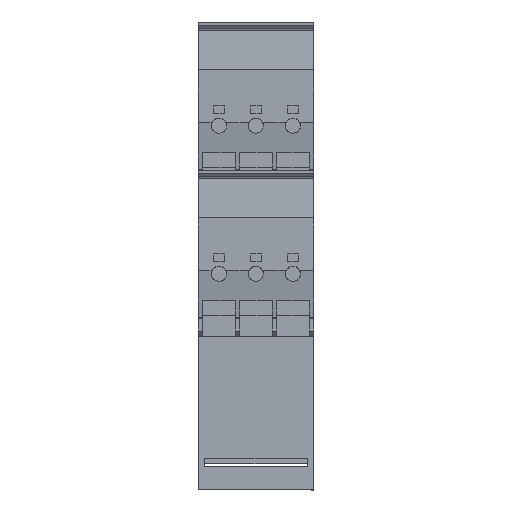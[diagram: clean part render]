
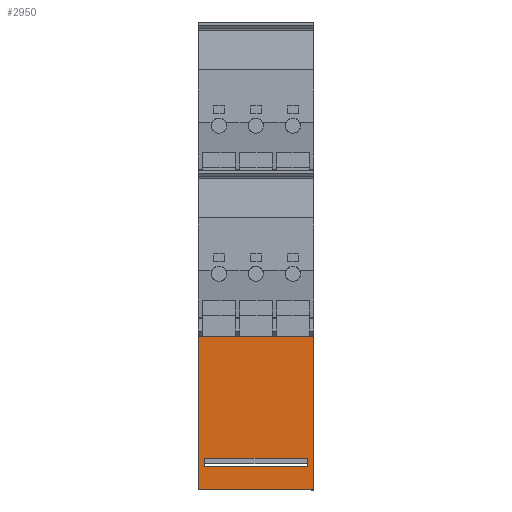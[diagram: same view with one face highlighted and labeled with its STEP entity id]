
A CAD part, front view. The second image highlights one B-rep face of the part: STEP entity #2950.
In plain terms, the highlighted planar face has unit normal (0, -1, 0).
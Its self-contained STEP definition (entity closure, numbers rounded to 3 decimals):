
#2950=ADVANCED_FACE('NONE',(#6316,#6317),#6318,.T.);
#6316=FACE_OUTER_BOUND('',#19922,.T.);
#6317=FACE_BOUND('',#19923,.T.);
#6318=PLANE('',#19924);
#19922=EDGE_LOOP('',(#29323,#29324,#29325,#29326));
#19923=EDGE_LOOP('',(#29327,#29328,#29329,#29330));
#19924=AXIS2_PLACEMENT_3D('',#29331,#29332,#29333);
#29323=ORIENTED_EDGE('',*,*,#35806,.T.);
#29324=ORIENTED_EDGE('',*,*,#36271,.F.);
#29325=ORIENTED_EDGE('',*,*,#36272,.F.);
#29326=ORIENTED_EDGE('',*,*,#36206,.T.);
#29327=ORIENTED_EDGE('',*,*,#36273,.F.);
#29328=ORIENTED_EDGE('',*,*,#36274,.F.);
#29329=ORIENTED_EDGE('',*,*,#36275,.F.);
#29330=ORIENTED_EDGE('',*,*,#36045,.F.);
#29331=CARTESIAN_POINT('',(0.,15.69,29.9));
#29332=DIRECTION('',(0.0,-1.0,0.0));
#29333=DIRECTION('',(0.0,0.0,1.0));
#35806=EDGE_CURVE('NONE',#41821,#41819,#41822,.T.);
#36045=EDGE_CURVE('NONE',#42223,#42225,#42226,.T.);
#36206=EDGE_CURVE('NONE',#42489,#41821,#42490,.T.);
#36271=EDGE_CURVE('NONE',#42608,#41819,#42609,.T.);
#36272=EDGE_CURVE('NONE',#42489,#42608,#42610,.T.);
#36273=EDGE_CURVE('NONE',#42611,#42223,#42612,.T.);
#36274=EDGE_CURVE('NONE',#42613,#42611,#42614,.T.);
#36275=EDGE_CURVE('NONE',#42225,#42613,#42615,.T.);
#41819=VERTEX_POINT('NONE',#55436);
#41821=VERTEX_POINT('NONE',#55439);
#41822=LINE('',#55440,#55441);
#42223=VERTEX_POINT('NONE',#56012);
#42225=VERTEX_POINT('NONE',#56015);
#42226=LINE('',#56016,#56017);
#42489=VERTEX_POINT('NONE',#56388);
#42490=LINE('',#56389,#56390);
#42608=VERTEX_POINT('NONE',#56567);
#42609=LINE('',#56568,#56569);
#42610=LINE('',#56570,#56571);
#42611=VERTEX_POINT('NONE',#56572);
#42612=LINE('',#56573,#56574);
#42613=VERTEX_POINT('NONE',#56575);
#42614=LINE('',#56576,#56577);
#42615=LINE('',#56578,#56579);
#55436=CARTESIAN_POINT('',(22.5,15.69,0.));
#55439=CARTESIAN_POINT('',(0.,15.69,0.));
#55440=CARTESIAN_POINT('',(0.,15.69,0.));
#55441=VECTOR('',#61700,1000.0);
#56012=CARTESIAN_POINT('',(1.253,15.69,4.5));
#56015=CARTESIAN_POINT('',(21.253,15.69,4.5));
#56016=CARTESIAN_POINT('',(0.,15.69,4.5));
#56017=VECTOR('',#62028,1000.0);
#56388=CARTESIAN_POINT('',(0.,15.69,29.9));
#56389=CARTESIAN_POINT('',(0.,15.69,29.9));
#56390=VECTOR('',#62263,1000.0);
#56567=CARTESIAN_POINT('',(22.5,15.69,29.9));
#56568=CARTESIAN_POINT('',(22.5,15.69,29.9));
#56569=VECTOR('',#62332,1000.0);
#56570=CARTESIAN_POINT('',(0.,15.69,29.9));
#56571=VECTOR('',#62333,1000.0);
#56572=CARTESIAN_POINT('',(1.253,15.69,6.2));
#56573=CARTESIAN_POINT('',(1.253,15.69,29.9));
#56574=VECTOR('',#62334,1000.0);
#56575=CARTESIAN_POINT('',(21.253,15.69,6.2));
#56576=CARTESIAN_POINT('',(0.,15.69,6.2));
#56577=VECTOR('',#62335,1000.0);
#56578=CARTESIAN_POINT('',(21.253,15.69,29.9));
#56579=VECTOR('',#62336,1000.0);
#61700=DIRECTION('',(1.0,0.0,0.0));
#62028=DIRECTION('',(1.0,0.0,0.0));
#62263=DIRECTION('',(0.0,0.0,-1.0));
#62332=DIRECTION('',(0.0,0.0,-1.0));
#62333=DIRECTION('',(1.0,0.0,0.0));
#62334=DIRECTION('',(0.0,0.0,-1.0));
#62335=DIRECTION('',(-1.0,0.0,0.0));
#62336=DIRECTION('',(0.0,0.0,1.0));
